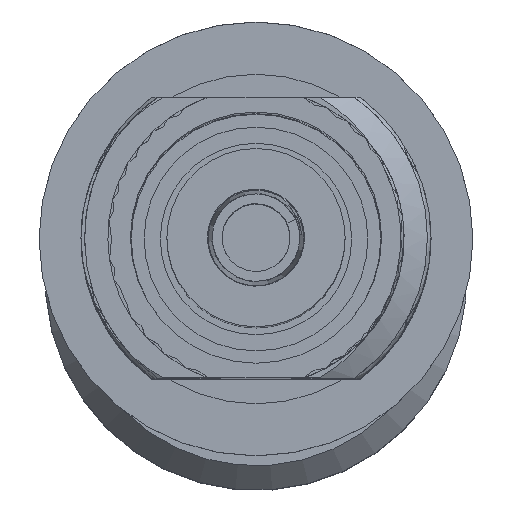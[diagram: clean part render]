
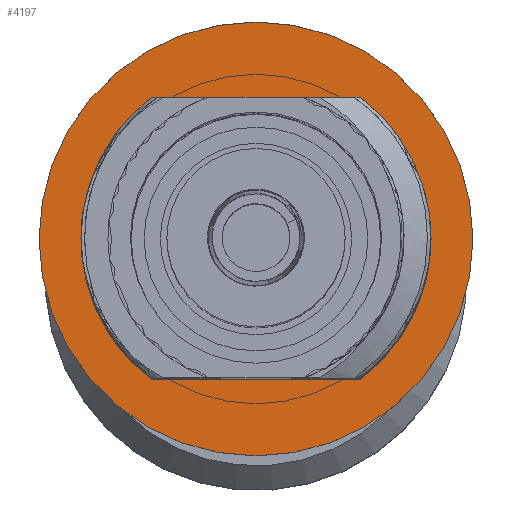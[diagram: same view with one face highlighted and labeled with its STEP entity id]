
A CAD part, top view. The second image highlights one B-rep face of the part: STEP entity #4197.
In plain terms, the highlighted planar face has unit normal (0, 0, 1).
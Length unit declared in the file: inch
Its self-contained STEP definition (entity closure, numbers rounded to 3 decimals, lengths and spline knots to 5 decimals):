
#170=LINE('',#7673,#184);
#173=LINE('',#14295,#187);
#184=VECTOR('',#4832,0.3937);
#187=VECTOR('',#4925,0.3937);
#691=PLANE('',#4444);
#766=FACE_BOUND('',#1343,.T.);
#1029=FACE_OUTER_BOUND('',#1342,.T.);
#1342=EDGE_LOOP('',(#3577));
#1343=EDGE_LOOP('',(#3578,#3579,#3580,#3581));
#1501=CIRCLE('',#4369,0.108);
#1502=CIRCLE('',#4431,0.108);
#1508=CIRCLE('',#4445,0.13386);
#1626=VERTEX_POINT('',#5924);
#1627=VERTEX_POINT('',#5926);
#1764=VERTEX_POINT('',#7671);
#1909=VERTEX_POINT('',#14274);
#1915=VERTEX_POINT('',#14297);
#2054=EDGE_CURVE('',#1627,#1626,#1501,.T.);
#2193=EDGE_CURVE('',#1764,#1626,#170,.T.);
#2480=EDGE_CURVE('',#1764,#1909,#1502,.T.);
#2487=EDGE_CURVE('',#1627,#1909,#173,.T.);
#2488=EDGE_CURVE('',#1915,#1915,#1508,.T.);
#3577=ORIENTED_EDGE('',*,*,#2488,.F.);
#3578=ORIENTED_EDGE('',*,*,#2480,.T.);
#3579=ORIENTED_EDGE('',*,*,#2487,.F.);
#3580=ORIENTED_EDGE('',*,*,#2054,.T.);
#3581=ORIENTED_EDGE('',*,*,#2193,.F.);
#4197=ADVANCED_FACE('',(#1029,#766),#691,.T.);
#4369=AXIS2_PLACEMENT_3D('',#5927,#4769,#4770);
#4431=AXIS2_PLACEMENT_3D('',#14276,#4898,#4899);
#4444=AXIS2_PLACEMENT_3D('',#14296,#4926,#4927);
#4445=AXIS2_PLACEMENT_3D('',#14298,#4928,#4929);
#4769=DIRECTION('center_axis',(0.,0.,
-1.));
#4770=DIRECTION('ref_axis',(0.,1.,0.));
#4832=DIRECTION('',(-1.,0.,0.));
#4898=DIRECTION('center_axis',(0.,0.,
-1.));
#4899=DIRECTION('ref_axis',(0.,1.,0.));
#4925=DIRECTION('',(1.,0.,0.));
#4926=DIRECTION('center_axis',(0.,0.,
1.));
#4927=DIRECTION('ref_axis',(1.,0.,0.));
#4928=DIRECTION('center_axis',(0.,0.,
-1.));
#4929=DIRECTION('ref_axis',(0.,1.,0.));
#5924=CARTESIAN_POINT('',(-0.06451,0.08661,7.22488));
#5926=CARTESIAN_POINT('',(-0.06451,-0.08661,7.22488));
#5927=CARTESIAN_POINT('Origin',(0.,0.,7.22488));
#7671=CARTESIAN_POINT('',(0.06451,0.08661,7.22488));
#7673=CARTESIAN_POINT('',(0.06451,0.08661,7.22488));
#14274=CARTESIAN_POINT('',(0.06451,-0.08661,7.22488));
#14276=CARTESIAN_POINT('Origin',(0.,0.,7.22488));
#14295=CARTESIAN_POINT('',(-0.06451,-0.08661,7.22488));
#14296=CARTESIAN_POINT('Origin',(0.,0.12093,
7.22488));
#14297=CARTESIAN_POINT('',(0.,0.13386,7.22488));
#14298=CARTESIAN_POINT('Origin',(0.,0.,7.22488));
